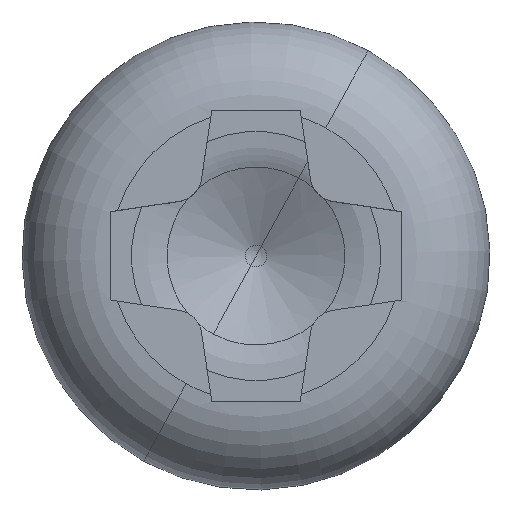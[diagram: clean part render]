
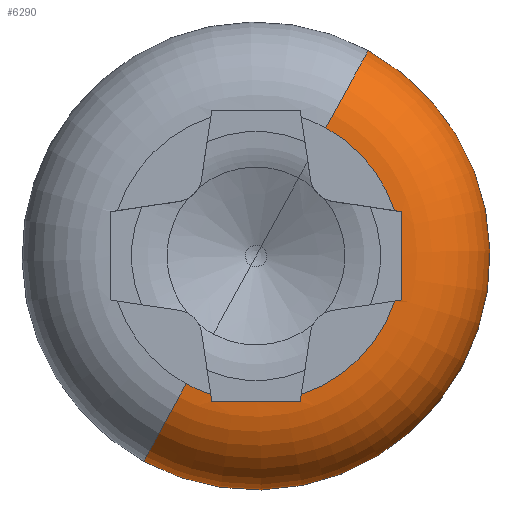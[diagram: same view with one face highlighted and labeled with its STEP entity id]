
A CAD part, top view. The second image highlights one B-rep face of the part: STEP entity #6290.
In plain terms, the highlighted toroidal (fillet/blend) face has major radius 1.65 mm and minor radius 1 mm.
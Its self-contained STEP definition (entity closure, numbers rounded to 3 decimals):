
#6047=CARTESIAN_POINT('Vertex',(1.27,2.326,0.8)) ;
#6050=CARTESIAN_POINT('Axis2P3D Location',(0.,0.,0.8)) ;
#6054=CARTESIAN_POINT('Vertex',(-1.27,-2.326,0.8)) ;
#6128=CARTESIAN_POINT('Axis2P3D Location',(0.,0.,0.8)) ;
#6134=CARTESIAN_POINT('Control Point',(1.65,0.002,1.8)) ;
#6135=CARTESIAN_POINT('Control Point',(1.65,0.001,1.8)) ;
#6136=CARTESIAN_POINT('Control Point',(1.65,0.001,1.8)) ;
#6137=CARTESIAN_POINT('Control Point',(1.65,0.001,1.8)) ;
#6138=CARTESIAN_POINT('Control Point',(1.65,0.,1.8)) ;
#6139=CARTESIAN_POINT('Control Point',(1.65,0.,1.8)) ;
#6140=CARTESIAN_POINT('Vertex',(1.65,0.,1.8)) ;
#6142=CARTESIAN_POINT('Vertex',(1.65,0.002,1.8)) ;
#6146=CARTESIAN_POINT('Control Point',(1.65,0.,1.8)) ;
#6147=CARTESIAN_POINT('Control Point',(1.65,0.,1.8)) ;
#6148=CARTESIAN_POINT('Control Point',(1.65,-0.001,1.8)) ;
#6149=CARTESIAN_POINT('Control Point',(1.65,-0.001,1.8)) ;
#6150=CARTESIAN_POINT('Control Point',(1.65,-0.001,1.8)) ;
#6151=CARTESIAN_POINT('Control Point',(1.65,-0.002,1.8)) ;
#6152=CARTESIAN_POINT('Vertex',(1.65,-0.002,1.8)) ;
#6156=CARTESIAN_POINT('Control Point',(1.65,-0.002,1.8)) ;
#6157=CARTESIAN_POINT('Control Point',(1.65,-0.167,1.8)) ;
#6158=CARTESIAN_POINT('Control Point',(1.65,-0.332,1.801)) ;
#6159=CARTESIAN_POINT('Control Point',(1.65,-0.5,1.797)) ;
#6160=CARTESIAN_POINT('Vertex',(1.65,-0.5,1.797)) ;
#6164=CARTESIAN_POINT('Control Point',(1.568,-0.512,1.8)) ;
#6165=CARTESIAN_POINT('Control Point',(1.596,-0.508,1.8)) ;
#6166=CARTESIAN_POINT('Control Point',(1.623,-0.504,1.799)) ;
#6167=CARTESIAN_POINT('Control Point',(1.65,-0.5,1.797)) ;
#6168=CARTESIAN_POINT('Vertex',(1.568,-0.512,1.8)) ;
#6171=CARTESIAN_POINT('Axis2P3D Location',(0.,0.,1.8)) ;
#6175=CARTESIAN_POINT('Vertex',(0.512,-1.568,1.8)) ;
#6179=CARTESIAN_POINT('Control Point',(0.512,-1.568,1.8)) ;
#6180=CARTESIAN_POINT('Control Point',(0.508,-1.596,1.8)) ;
#6181=CARTESIAN_POINT('Control Point',(0.504,-1.623,1.799)) ;
#6182=CARTESIAN_POINT('Control Point',(0.5,-1.65,1.797)) ;
#6183=CARTESIAN_POINT('Vertex',(0.5,-1.65,1.797)) ;
#6187=CARTESIAN_POINT('Control Point',(0.002,-1.65,1.8)) ;
#6188=CARTESIAN_POINT('Control Point',(0.167,-1.65,1.8)) ;
#6189=CARTESIAN_POINT('Control Point',(0.332,-1.65,1.801)) ;
#6190=CARTESIAN_POINT('Control Point',(0.5,-1.65,1.797)) ;
#6191=CARTESIAN_POINT('Vertex',(0.002,-1.65,1.8)) ;
#6195=CARTESIAN_POINT('Control Point',(0.,-1.65,1.8)) ;
#6196=CARTESIAN_POINT('Control Point',(0.,-1.65,1.8)) ;
#6197=CARTESIAN_POINT('Control Point',(0.001,-1.65,1.8)) ;
#6198=CARTESIAN_POINT('Control Point',(0.001,-1.65,1.8)) ;
#6199=CARTESIAN_POINT('Control Point',(0.001,-1.65,1.8)) ;
#6200=CARTESIAN_POINT('Control Point',(0.002,-1.65,1.8)) ;
#6201=CARTESIAN_POINT('Vertex',(0.,-1.65,1.8)) ;
#6205=CARTESIAN_POINT('Control Point',(-0.002,-1.65,1.8)) ;
#6206=CARTESIAN_POINT('Control Point',(-0.001,-1.65,1.8)) ;
#6207=CARTESIAN_POINT('Control Point',(-0.001,-1.65,1.8)) ;
#6208=CARTESIAN_POINT('Control Point',(-0.001,-1.65,1.8)) ;
#6209=CARTESIAN_POINT('Control Point',(0.,-1.65,1.8)) ;
#6210=CARTESIAN_POINT('Control Point',(0.,-1.65,1.8)) ;
#6211=CARTESIAN_POINT('Vertex',(-0.002,-1.65,1.8)) ;
#6215=CARTESIAN_POINT('Control Point',(-0.002,-1.65,1.8)) ;
#6216=CARTESIAN_POINT('Control Point',(-0.167,-1.65,1.8)) ;
#6217=CARTESIAN_POINT('Control Point',(-0.332,-1.65,1.801)) ;
#6218=CARTESIAN_POINT('Control Point',(-0.5,-1.65,1.797)) ;
#6219=CARTESIAN_POINT('Vertex',(-0.5,-1.65,1.797)) ;
#6223=CARTESIAN_POINT('Control Point',(-0.512,-1.568,1.8)) ;
#6224=CARTESIAN_POINT('Control Point',(-0.508,-1.596,1.8)) ;
#6225=CARTESIAN_POINT('Control Point',(-0.504,-1.623,1.799)) ;
#6226=CARTESIAN_POINT('Control Point',(-0.5,-1.65,1.797)) ;
#6227=CARTESIAN_POINT('Vertex',(-0.512,-1.568,1.8)) ;
#6230=CARTESIAN_POINT('Axis2P3D Location',(0.,0.,1.8)) ;
#6234=CARTESIAN_POINT('Vertex',(-0.791,-1.448,1.8)) ;
#6237=CARTESIAN_POINT('Axis2P3D Location',(-0.791,-1.448,0.8)) ;
#6242=CARTESIAN_POINT('Axis2P3D Location',(0.791,1.448,0.8)) ;
#6246=CARTESIAN_POINT('Vertex',(0.791,1.448,1.8)) ;
#6249=CARTESIAN_POINT('Axis2P3D Location',(0.,0.,1.8)) ;
#6253=CARTESIAN_POINT('Vertex',(1.568,0.512,1.8)) ;
#6257=CARTESIAN_POINT('Control Point',(1.568,0.512,1.8)) ;
#6258=CARTESIAN_POINT('Control Point',(1.596,0.508,1.8)) ;
#6259=CARTESIAN_POINT('Control Point',(1.623,0.504,1.799)) ;
#6260=CARTESIAN_POINT('Control Point',(1.65,0.5,1.797)) ;
#6261=CARTESIAN_POINT('Vertex',(1.65,0.5,1.797)) ;
#6265=CARTESIAN_POINT('Control Point',(1.65,0.002,1.8)) ;
#6266=CARTESIAN_POINT('Control Point',(1.65,0.167,1.8)) ;
#6267=CARTESIAN_POINT('Control Point',(1.65,0.332,1.801)) ;
#6268=CARTESIAN_POINT('Control Point',(1.65,0.5,1.797)) ;
#6051=DIRECTION('Axis2P3D Direction',(0.,0.,-1.)) ;
#6129=DIRECTION('Axis2P3D Direction',(0.,0.,-1.)) ;
#6130=DIRECTION('Axis2P3D XDirection',(0.479,0.878,0.)) ;
#6172=DIRECTION('Axis2P3D Direction',(0.,0.,-1.)) ;
#6231=DIRECTION('Axis2P3D Direction',(0.,0.,-1.)) ;
#6238=DIRECTION('Axis2P3D Direction',(0.878,-0.479,0.)) ;
#6243=DIRECTION('Axis2P3D Direction',(-0.878,0.479,0.)) ;
#6250=DIRECTION('Axis2P3D Direction',(0.,0.,-1.)) ;
#6052=AXIS2_PLACEMENT_3D('Circle Axis2P3D',#6050,#6051,$) ;
#6131=AXIS2_PLACEMENT_3D('Torus Axis2P3D',#6128,#6129,#6130) ;
#6173=AXIS2_PLACEMENT_3D('Circle Axis2P3D',#6171,#6172,$) ;
#6232=AXIS2_PLACEMENT_3D('Circle Axis2P3D',#6230,#6231,$) ;
#6239=AXIS2_PLACEMENT_3D('Circle Axis2P3D',#6237,#6238,$) ;
#6244=AXIS2_PLACEMENT_3D('Circle Axis2P3D',#6242,#6243,$) ;
#6251=AXIS2_PLACEMENT_3D('Circle Axis2P3D',#6249,#6250,$) ;
#6271=ORIENTED_EDGE('',*,*,#6144,.F.) ;
#6272=ORIENTED_EDGE('',*,*,#6154,.F.) ;
#6273=ORIENTED_EDGE('',*,*,#6162,.T.) ;
#6274=ORIENTED_EDGE('',*,*,#6170,.F.) ;
#6275=ORIENTED_EDGE('',*,*,#6177,.T.) ;
#6276=ORIENTED_EDGE('',*,*,#6185,.T.) ;
#6277=ORIENTED_EDGE('',*,*,#6193,.F.) ;
#6278=ORIENTED_EDGE('',*,*,#6203,.F.) ;
#6279=ORIENTED_EDGE('',*,*,#6213,.F.) ;
#6280=ORIENTED_EDGE('',*,*,#6221,.T.) ;
#6281=ORIENTED_EDGE('',*,*,#6229,.F.) ;
#6282=ORIENTED_EDGE('',*,*,#6236,.T.) ;
#6283=ORIENTED_EDGE('',*,*,#6241,.F.) ;
#6284=ORIENTED_EDGE('',*,*,#6056,.F.) ;
#6285=ORIENTED_EDGE('',*,*,#6248,.T.) ;
#6286=ORIENTED_EDGE('',*,*,#6255,.T.) ;
#6287=ORIENTED_EDGE('',*,*,#6263,.T.) ;
#6288=ORIENTED_EDGE('',*,*,#6269,.F.) ;
#6290=ADVANCED_FACE('PartBody',(#6289),#6132,.T.) ;
#6133=B_SPLINE_CURVE_WITH_KNOTS('',5,(#6134,#6135,#6136,#6137,#6138,#6139),.UNSPECIFIED.,.F.,.U.,(6,6),(-0.001,0.001),.UNSPECIFIED.) ;
#6145=B_SPLINE_CURVE_WITH_KNOTS('',5,(#6146,#6147,#6148,#6149,#6150,#6151),.UNSPECIFIED.,.F.,.U.,(6,6),(-0.001,0.001),.UNSPECIFIED.) ;
#6155=B_SPLINE_CURVE_WITH_KNOTS('',3,(#6156,#6157,#6158,#6159),.UNSPECIFIED.,.F.,.U.,(4,4),(0.,0.7),.UNSPECIFIED.) ;
#6163=B_SPLINE_CURVE_WITH_KNOTS('',3,(#6164,#6165,#6166,#6167),.UNSPECIFIED.,.F.,.U.,(4,4),(0.,0.116),.UNSPECIFIED.) ;
#6178=B_SPLINE_CURVE_WITH_KNOTS('',3,(#6179,#6180,#6181,#6182),.UNSPECIFIED.,.F.,.U.,(4,4),(0.,0.116),.UNSPECIFIED.) ;
#6186=B_SPLINE_CURVE_WITH_KNOTS('',3,(#6187,#6188,#6189,#6190),.UNSPECIFIED.,.F.,.U.,(4,4),(0.,0.7),.UNSPECIFIED.) ;
#6194=B_SPLINE_CURVE_WITH_KNOTS('',5,(#6195,#6196,#6197,#6198,#6199,#6200),.UNSPECIFIED.,.F.,.U.,(6,6),(-0.001,0.001),.UNSPECIFIED.) ;
#6204=B_SPLINE_CURVE_WITH_KNOTS('',5,(#6205,#6206,#6207,#6208,#6209,#6210),.UNSPECIFIED.,.F.,.U.,(6,6),(-0.001,0.001),.UNSPECIFIED.) ;
#6214=B_SPLINE_CURVE_WITH_KNOTS('',3,(#6215,#6216,#6217,#6218),.UNSPECIFIED.,.F.,.U.,(4,4),(0.,0.7),.UNSPECIFIED.) ;
#6222=B_SPLINE_CURVE_WITH_KNOTS('',3,(#6223,#6224,#6225,#6226),.UNSPECIFIED.,.F.,.U.,(4,4),(0.,0.116),.UNSPECIFIED.) ;
#6256=B_SPLINE_CURVE_WITH_KNOTS('',3,(#6257,#6258,#6259,#6260),.UNSPECIFIED.,.F.,.U.,(4,4),(0.,0.116),.UNSPECIFIED.) ;
#6264=B_SPLINE_CURVE_WITH_KNOTS('',3,(#6265,#6266,#6267,#6268),.UNSPECIFIED.,.F.,.U.,(4,4),(0.,0.7),.UNSPECIFIED.) ;
#6053=CIRCLE('generated circle',#6052,2.65) ;
#6174=CIRCLE('generated circle',#6173,1.65) ;
#6233=CIRCLE('generated circle',#6232,1.65) ;
#6240=CIRCLE('generated circle',#6239,1.) ;
#6245=CIRCLE('generated circle',#6244,1.) ;
#6252=CIRCLE('generated circle',#6251,1.65) ;
#6132=TOROIDAL_SURFACE('homeo Torus',#6131,1.65,1.) ;
#6056=EDGE_CURVE('',#6048,#6055,#6053,.T.) ;
#6144=EDGE_CURVE('',#6141,#6143,#6133,.F.) ;
#6154=EDGE_CURVE('',#6153,#6141,#6145,.F.) ;
#6162=EDGE_CURVE('',#6153,#6161,#6155,.T.) ;
#6170=EDGE_CURVE('',#6169,#6161,#6163,.T.) ;
#6177=EDGE_CURVE('',#6169,#6176,#6174,.T.) ;
#6185=EDGE_CURVE('',#6176,#6184,#6178,.T.) ;
#6193=EDGE_CURVE('',#6192,#6184,#6186,.T.) ;
#6203=EDGE_CURVE('',#6202,#6192,#6194,.T.) ;
#6213=EDGE_CURVE('',#6212,#6202,#6204,.T.) ;
#6221=EDGE_CURVE('',#6212,#6220,#6214,.T.) ;
#6229=EDGE_CURVE('',#6228,#6220,#6222,.T.) ;
#6236=EDGE_CURVE('',#6228,#6235,#6233,.T.) ;
#6241=EDGE_CURVE('',#6055,#6235,#6240,.F.) ;
#6248=EDGE_CURVE('',#6048,#6247,#6245,.F.) ;
#6255=EDGE_CURVE('',#6247,#6254,#6252,.T.) ;
#6263=EDGE_CURVE('',#6254,#6262,#6256,.T.) ;
#6269=EDGE_CURVE('',#6143,#6262,#6264,.T.) ;
#6270=EDGE_LOOP('',(#6271,#6272,#6273,#6274,#6275,#6276,#6277,#6278,#6279,#6280,#6281,#6282,#6283,#6284,#6285,#6286,#6287,#6288)) ;
#6289=FACE_OUTER_BOUND('',#6270,.T.) ;
#6048=VERTEX_POINT('',#6047) ;
#6055=VERTEX_POINT('',#6054) ;
#6141=VERTEX_POINT('',#6140) ;
#6143=VERTEX_POINT('',#6142) ;
#6153=VERTEX_POINT('',#6152) ;
#6161=VERTEX_POINT('',#6160) ;
#6169=VERTEX_POINT('',#6168) ;
#6176=VERTEX_POINT('',#6175) ;
#6184=VERTEX_POINT('',#6183) ;
#6192=VERTEX_POINT('',#6191) ;
#6202=VERTEX_POINT('',#6201) ;
#6212=VERTEX_POINT('',#6211) ;
#6220=VERTEX_POINT('',#6219) ;
#6228=VERTEX_POINT('',#6227) ;
#6235=VERTEX_POINT('',#6234) ;
#6247=VERTEX_POINT('',#6246) ;
#6254=VERTEX_POINT('',#6253) ;
#6262=VERTEX_POINT('',#6261) ;
